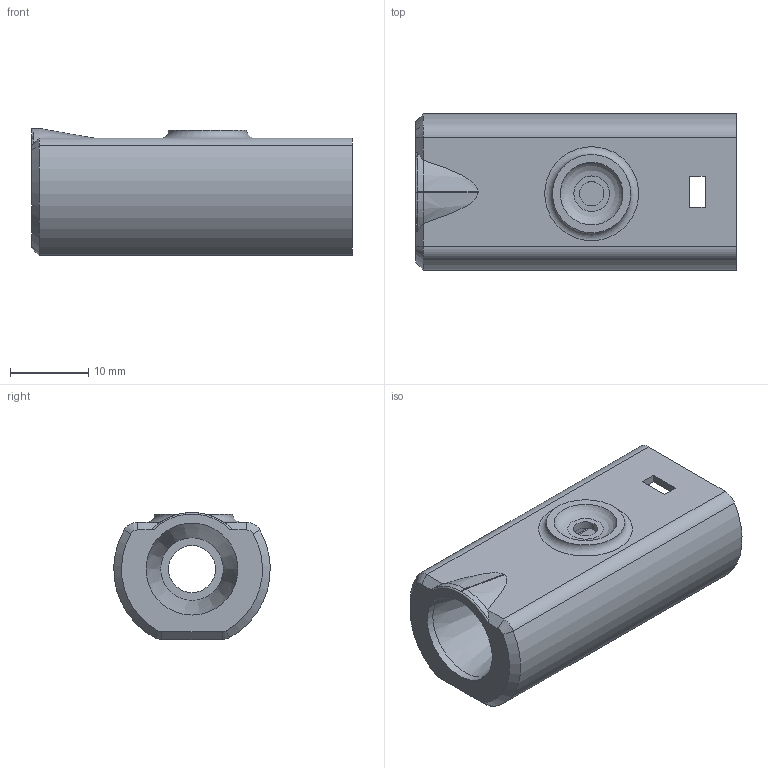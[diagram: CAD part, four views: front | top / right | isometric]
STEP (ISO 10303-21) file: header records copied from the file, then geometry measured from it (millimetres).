
FILE_DESCRIPTION(/* description */ ('KiCad electronic assembly'),/* implementation_level */ '2;1');
FILE_NAME(/* name */ 'Main_Body.step',/* time_stamp */ '2024-08-16T15:10:37-07:00',/* author */ (''),/* organization */ (''),/* preprocessor_version */ 'ST-DEVELOPER v20',/* originating_system */ 'Autodesk Translation Framework v13.14.0.145',/* authorisation */ '');
FILE_SCHEMA (('AUTOMOTIVE_DESIGN { 1 0 10303 214 3 1 1 }'));
Length unit declared in the file: millimetre
Products named in the file (1): #1976
Bounding box: 41 x 19.98 x 16.23 mm (x, y, z)
Volume: 3790.3 mm3; surface area: 4803.5 mm2
Topology: 1 solids, 1 shells, 64 faces, 157 edges, 100 vertices
Faces by surface type: plane 34, cylinder 18, cone 9, torus 3
Full cylindrical faces by diameter (mm): 3.1 x1, 6 x1, 8 x1, 11.751 x1
Entity records: 1971 total; most frequent: CARTESIAN_POINT 389, DIRECTION 335, ORIENTED_EDGE 314, EDGE_CURVE 157, AXIS2_PLACEMENT_3D 120, VERTEX_POINT 100, LINE 95, VECTOR 95
